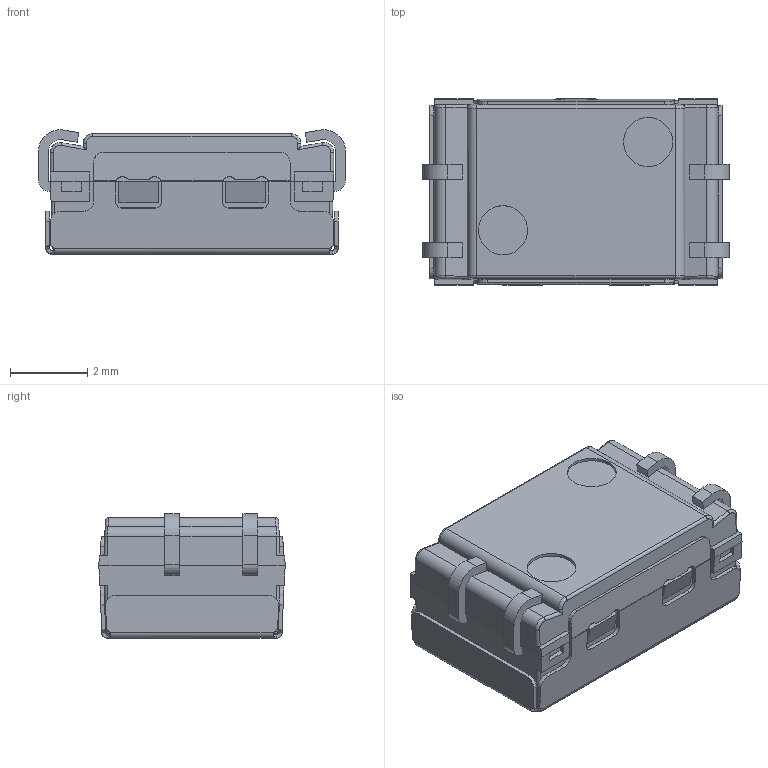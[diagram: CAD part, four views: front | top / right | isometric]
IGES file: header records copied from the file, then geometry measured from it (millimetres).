
Global section: file name: No Iges File Name specified; native system: Autodesk Inventor 2011; preprocessor: AutoDesk Inventor Iges Exporter R2011; author: odafonseca; date: 20120917.092132; units: inch
Bounding box: 7.95 x 4.83 x 3.23 mm (x, y, z)
Volume: 70.1 mm3; surface area: 316.6 mm2
Topology: 1 solids, 4 shells, 551 faces, 1488 edges, 962 vertices
Faces by surface type: plane 255, bspline 176, revolution 61, cylinder 55, sphere 4
